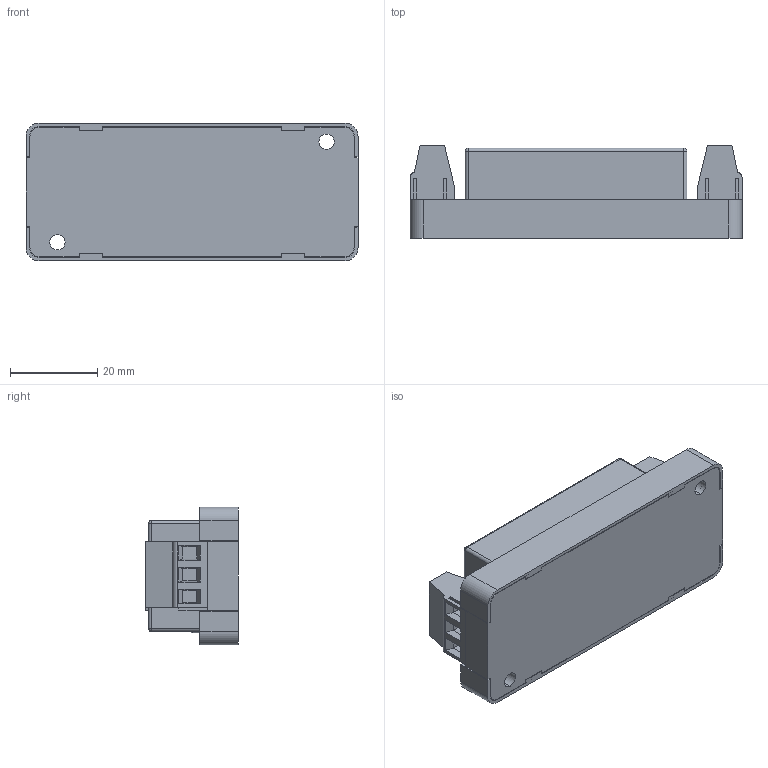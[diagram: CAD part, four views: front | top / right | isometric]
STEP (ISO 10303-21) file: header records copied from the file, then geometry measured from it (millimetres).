
FILE_DESCRIPTION (( 'STEP AP203' ), '1' );
FILE_NAME ('CUI_PYB20-Q24-S5-T.step', '2017-08-12T04:47:23', ( '' ), ( '' ), 'SwSTEP 2.0', 'SolidWorks 2017', '' );
FILE_SCHEMA (( 'CONFIG_CONTROL_DESIGN' ));
Length unit declared in the file: millimetre
Products named in the file (5): PYB1520-T cover; PYB20_PYB20-Q24-S5; PYB1520-T case; CUI_PYB20-Q24-S5-T; DG128-5_DG128-5 (3)
Assembly tree (5 placements, depth 2):
  CUI_PYB20-Q24-S5-T
    PYB1520-T cover
    PYB1520-T case
    DG128-5_DG128-5 (3)  x2
    PYB20_PYB20-Q24-S5
Bounding box: 76 x 21.2 x 31.5 mm (x, y, z)
Volume: 29212 mm3; surface area: 19748.2 mm2
Topology: 5 solids, 5 shells, 317 faces, 786 edges, 507 vertices
Faces by surface type: plane 231, cylinder 80, sphere 6
Entity records: 7529 total; most frequent: CARTESIAN_POINT 1214, DIRECTION 1206, ORIENTED_EDGE 1176, EDGE_CURVE 588, VECTOR 456, LINE 456, VERTEX_POINT 383, AXIS2_PLACEMENT_3D 375
